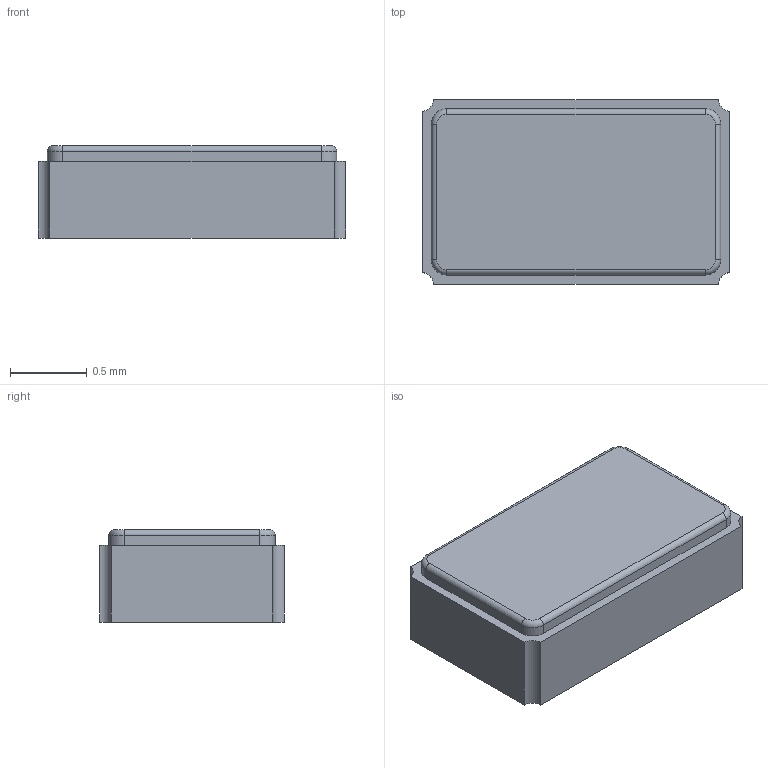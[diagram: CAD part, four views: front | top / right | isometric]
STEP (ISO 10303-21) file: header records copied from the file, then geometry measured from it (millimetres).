
FILE_DESCRIPTION(/* description */ (''),/* implementation_level */ '2;1');
FILE_NAME(/* name */ 'MICRO CRYSTAL CM8V-T1A.step',/* time_stamp */ '2022-08-13T13:10:14+01:00',/* author */ (''),/* organization */ (''),/* preprocessor_version */ 'ST-DEVELOPER v19',/* originating_system */ 'Autodesk Translation Framework v11.7.0.108',/* authorisation */ '');
FILE_SCHEMA (('AUTOMOTIVE_DESIGN { 1 0 10303 214 3 1 1 }'));
Length unit declared in the file: millimetre
Products named in the file (1): MICRO CRYSTAL CM8V-T1A
Bounding box: 2 x 1.2 x 0.6 mm (x, y, z)
Volume: 1.4 mm3; surface area: 8.4 mm2
Topology: 1 solids, 1 shells, 41 faces, 100 edges, 64 vertices
Faces by surface type: plane 21, cylinder 16, torus 4
Entity records: 1279 total; most frequent: DIRECTION 220, CARTESIAN_POINT 206, ORIENTED_EDGE 200, EDGE_CURVE 100, AXIS2_PLACEMENT_3D 78, LINE 64, VECTOR 64, VERTEX_POINT 64
